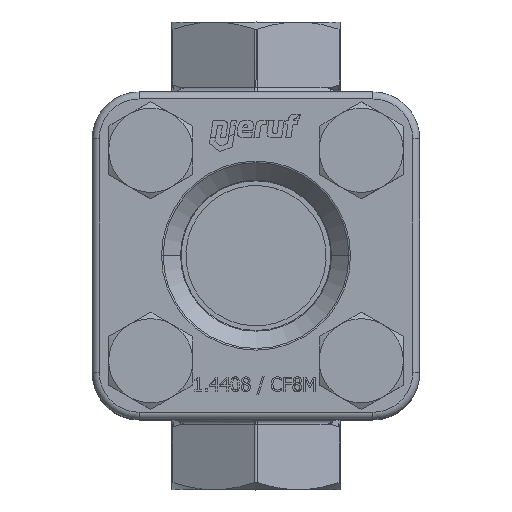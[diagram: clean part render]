
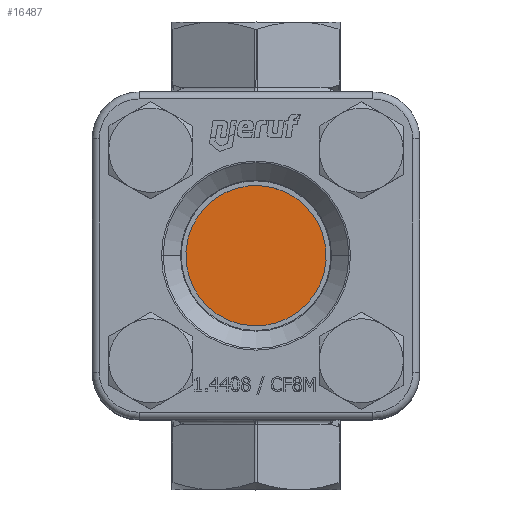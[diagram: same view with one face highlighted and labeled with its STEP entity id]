
A CAD part, top view. The second image highlights one B-rep face of the part: STEP entity #16487.
In plain terms, the highlighted planar face has unit normal (0, 0, 1).
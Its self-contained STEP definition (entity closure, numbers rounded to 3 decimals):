
#15066 = DIRECTION ( 'NONE',  ( 1., 0., 0. ) ) ;
#15332 = CARTESIAN_POINT ( 'NONE',  ( -22.55, 0., 33.5 ) ) ;
#15506 = CARTESIAN_POINT ( 'NONE',  ( 0., 0., 33.5 ) ) ;
#16444 = DIRECTION ( 'NONE',  ( 0., 0., 1. ) ) ;
#16487 = ADVANCED_FACE ( 'NONE', ( #57697 ), #80665, .T. ) ;
#18200 = EDGE_LOOP ( 'NONE', ( #40724, #91242 ) ) ;
#32183 = EDGE_CURVE ( 'NONE', #77478, #38787, #47717, .T. ) ;
#34487 = CARTESIAN_POINT ( 'NONE',  ( 22.55, 0., 33.5 ) ) ;
#38787 = VERTEX_POINT ( 'NONE', #15332 ) ;
#40724 = ORIENTED_EDGE ( 'NONE', *, *, #74355, .T. ) ;
#42833 = DIRECTION ( 'NONE',  ( 0., 0., 1. ) ) ;
#42910 = CIRCLE ( 'NONE', #90803, 22.55 ) ;
#44820 = AXIS2_PLACEMENT_3D ( 'NONE', #15506, #16444, #65214 ) ;
#47717 = CIRCLE ( 'NONE', #91121, 22.55 ) ;
#57697 = FACE_OUTER_BOUND ( 'NONE', #18200, .T. ) ;
#65214 = DIRECTION ( 'NONE',  ( 1., 0., 0. ) ) ;
#70973 = CARTESIAN_POINT ( 'NONE',  ( 0., 0., 33.5 ) ) ;
#74355 = EDGE_CURVE ( 'NONE', #38787, #77478, #42910, .T. ) ;
#77478 = VERTEX_POINT ( 'NONE', #34487 ) ;
#79327 = DIRECTION ( 'NONE',  ( 0., 0., 1. ) ) ;
#80665 = PLANE ( 'NONE',  #44820 ) ;
#85889 = CARTESIAN_POINT ( 'NONE',  ( 0., 0., 33.5 ) ) ;
#90803 = AXIS2_PLACEMENT_3D ( 'NONE', #70973, #42833, #92061 ) ;
#91121 = AXIS2_PLACEMENT_3D ( 'NONE', #85889, #79327, #15066 ) ;
#91242 = ORIENTED_EDGE ( 'NONE', *, *, #32183, .T. ) ;
#92061 = DIRECTION ( 'NONE',  ( 1., 0., 0. ) ) ;
